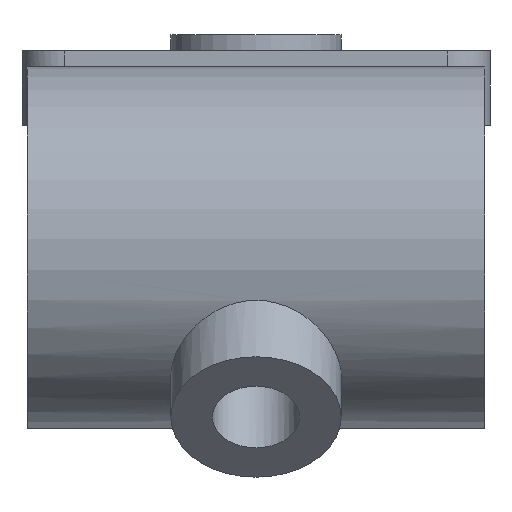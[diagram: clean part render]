
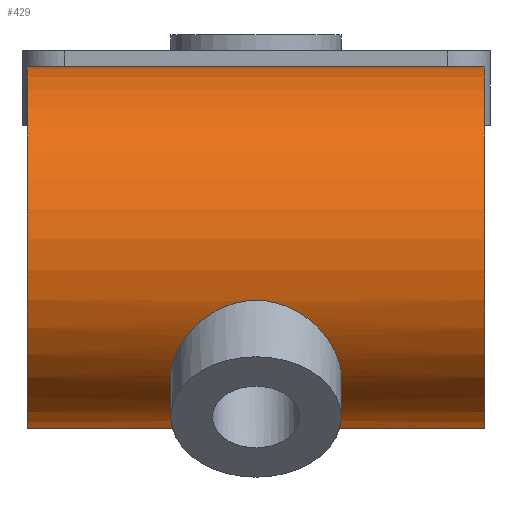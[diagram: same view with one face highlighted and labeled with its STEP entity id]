
A CAD part, left-side view. The second image highlights one B-rep face of the part: STEP entity #429.
In plain terms, the highlighted cylindrical face has radius 34 mm (diameter 68 mm), a partial arc.
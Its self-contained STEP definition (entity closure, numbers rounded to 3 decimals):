
#34=FACE_BOUND('',#84,.T.);
#35=FACE_BOUND('',#85,.T.);
#61=B_SPLINE_CURVE_WITH_KNOTS('',3,(#654,#655,#656,#657,#658,#659,#660,
#661,#662,#663,#664,#665,#666,#667,#668,#669,#670,#671,#672,#673,#674,#675,
#676,#677,#678,#679,#680,#681,#682,#683,#684,#685,#686,#687,#688,#689,#690,
#691,#692,#693,#694,#695,#696,#697,#698,#699,#700,#701,#702,#703,#704,#705,
#706,#707,#708,#709,#710,#711),.UNSPECIFIED.,.T.,.F.,(4,2,2,2,2,2,2,2,2,
2,2,2,2,2,2,2,2,2,2,2,2,2,2,2,2,2,2,2,4),(0.,0.307,0.614,
1.228,1.535,1.841,2.147,2.454,
2.76,3.067,3.373,3.679,4.293,
4.6,4.907,5.214,5.522,6.136,
6.442,6.748,7.055,7.361,7.668,
7.974,8.28,8.587,9.201,9.508,
9.815),.UNSPECIFIED.);
#84=EDGE_LOOP('',(#309));
#85=EDGE_LOOP('',(#310,#311,#312,#313));
#130=LINE('',#648,#155);
#132=LINE('',#715,#157);
#155=VECTOR('',#515,86.);
#157=VECTOR('',#523,86.);
#182=CIRCLE('',#460,34.);
#183=CIRCLE('',#461,34.);
#209=VERTEX_POINT('',#645);
#210=VERTEX_POINT('',#647);
#212=VERTEX_POINT('',#653);
#213=VERTEX_POINT('',#712);
#214=VERTEX_POINT('',#714);
#251=EDGE_CURVE('',#209,#210,#130,.T.);
#254=EDGE_CURVE('',#212,#212,#61,.T.);
#255=EDGE_CURVE('',#213,#209,#182,.T.);
#256=EDGE_CURVE('',#213,#214,#132,.T.);
#257=EDGE_CURVE('',#214,#210,#183,.T.);
#309=ORIENTED_EDGE('',*,*,#254,.T.);
#310=ORIENTED_EDGE('',*,*,#251,.F.);
#311=ORIENTED_EDGE('',*,*,#255,.F.);
#312=ORIENTED_EDGE('',*,*,#256,.T.);
#313=ORIENTED_EDGE('',*,*,#257,.T.);
#416=CYLINDRICAL_SURFACE('',#459,34.);
#429=ADVANCED_FACE('',(#34,#35),#416,.T.);
#459=AXIS2_PLACEMENT_3D('',#652,#519,#520);
#460=AXIS2_PLACEMENT_3D('',#713,#521,#522);
#461=AXIS2_PLACEMENT_3D('',#716,#524,#525);
#515=DIRECTION('',(0.,1.,0.));
#519=DIRECTION('center_axis',(0.,1.,0.));
#520=DIRECTION('ref_axis',(-0.678,0.,-0.735));
#521=DIRECTION('center_axis',(0.,-1.,0.));
#522=DIRECTION('ref_axis',(-0.678,0.,-0.735));
#523=DIRECTION('',(0.,1.,0.));
#524=DIRECTION('center_axis',(0.,-1.,0.));
#525=DIRECTION('ref_axis',(-0.678,0.,-0.735));
#645=CARTESIAN_POINT('',(29.189,0.,17.436));
#647=CARTESIAN_POINT('',(29.189,86.,17.436));
#648=CARTESIAN_POINT('',(29.189,0.,17.436));
#652=CARTESIAN_POINT('Origin',(0.,0.,0.));
#653=CARTESIAN_POINT('',(-9.899,43.,-32.527));
#654=CARTESIAN_POINT('Ctrl Pts',(-9.899,43.,-32.527));
#655=CARTESIAN_POINT('Ctrl Pts',(-9.899,44.023,-32.527));
#656=CARTESIAN_POINT('Ctrl Pts',(-10.008,45.075,-32.494));
#657=CARTESIAN_POINT('Ctrl Pts',(-10.452,47.156,-32.354));
#658=CARTESIAN_POINT('Ctrl Pts',(-10.787,48.185,-32.247));
#659=CARTESIAN_POINT('Ctrl Pts',(-12.078,51.132,-31.796));
#660=CARTESIAN_POINT('Ctrl Pts',(-13.328,52.909,-31.314));
#661=CARTESIAN_POINT('Ctrl Pts',(-15.342,55.014,-30.351));
#662=CARTESIAN_POINT('Ctrl Pts',(-16.082,55.675,-29.97));
#663=CARTESIAN_POINT('Ctrl Pts',(-17.64,56.844,-29.08));
#664=CARTESIAN_POINT('Ctrl Pts',(-18.458,57.353,-28.571));
#665=CARTESIAN_POINT('Ctrl Pts',(-20.106,58.174,-27.437));
#666=CARTESIAN_POINT('Ctrl Pts',(-20.936,58.488,-26.81));
#667=CARTESIAN_POINT('Ctrl Pts',(-22.543,58.901,-25.474));
#668=CARTESIAN_POINT('Ctrl Pts',(-23.319,59.,-24.764));
#669=CARTESIAN_POINT('Ctrl Pts',(-24.764,59.,-23.319));
#670=CARTESIAN_POINT('Ctrl Pts',(-25.474,58.901,-22.543));
#671=CARTESIAN_POINT('Ctrl Pts',(-26.81,58.488,-20.936));
#672=CARTESIAN_POINT('Ctrl Pts',(-27.437,58.174,-20.106));
#673=CARTESIAN_POINT('Ctrl Pts',(-28.571,57.353,-18.458));
#674=CARTESIAN_POINT('Ctrl Pts',(-29.08,56.844,-17.64));
#675=CARTESIAN_POINT('Ctrl Pts',(-29.97,55.675,-16.082));
#676=CARTESIAN_POINT('Ctrl Pts',(-30.351,55.014,-15.342));
#677=CARTESIAN_POINT('Ctrl Pts',(-31.314,52.909,-13.328));
#678=CARTESIAN_POINT('Ctrl Pts',(-31.796,51.132,-12.078));
#679=CARTESIAN_POINT('Ctrl Pts',(-32.247,48.185,-10.787));
#680=CARTESIAN_POINT('Ctrl Pts',(-32.354,47.156,-10.452));
#681=CARTESIAN_POINT('Ctrl Pts',(-32.494,45.075,-10.008));
#682=CARTESIAN_POINT('Ctrl Pts',(-32.527,44.023,-9.899));
#683=CARTESIAN_POINT('Ctrl Pts',(-32.527,41.977,-9.899));
#684=CARTESIAN_POINT('Ctrl Pts',(-32.494,40.925,-10.008));
#685=CARTESIAN_POINT('Ctrl Pts',(-32.354,38.844,-10.452));
#686=CARTESIAN_POINT('Ctrl Pts',(-32.247,37.815,-10.787));
#687=CARTESIAN_POINT('Ctrl Pts',(-31.796,34.868,-12.078));
#688=CARTESIAN_POINT('Ctrl Pts',(-31.314,33.091,-13.328));
#689=CARTESIAN_POINT('Ctrl Pts',(-30.351,30.986,-15.342));
#690=CARTESIAN_POINT('Ctrl Pts',(-29.97,30.325,-16.082));
#691=CARTESIAN_POINT('Ctrl Pts',(-29.08,29.156,-17.64));
#692=CARTESIAN_POINT('Ctrl Pts',(-28.571,28.647,-18.458));
#693=CARTESIAN_POINT('Ctrl Pts',(-27.437,27.826,-20.106));
#694=CARTESIAN_POINT('Ctrl Pts',(-26.81,27.512,-20.936));
#695=CARTESIAN_POINT('Ctrl Pts',(-25.474,27.099,-22.543));
#696=CARTESIAN_POINT('Ctrl Pts',(-24.764,27.,-23.319));
#697=CARTESIAN_POINT('Ctrl Pts',(-23.319,27.,-24.764));
#698=CARTESIAN_POINT('Ctrl Pts',(-22.543,27.099,-25.474));
#699=CARTESIAN_POINT('Ctrl Pts',(-20.936,27.512,-26.81));
#700=CARTESIAN_POINT('Ctrl Pts',(-20.106,27.826,-27.437));
#701=CARTESIAN_POINT('Ctrl Pts',(-18.458,28.647,-28.571));
#702=CARTESIAN_POINT('Ctrl Pts',(-17.64,29.156,-29.08));
#703=CARTESIAN_POINT('Ctrl Pts',(-16.082,30.325,-29.97));
#704=CARTESIAN_POINT('Ctrl Pts',(-15.342,30.986,-30.351));
#705=CARTESIAN_POINT('Ctrl Pts',(-13.328,33.091,-31.314));
#706=CARTESIAN_POINT('Ctrl Pts',(-12.078,34.868,-31.796));
#707=CARTESIAN_POINT('Ctrl Pts',(-10.787,37.815,-32.247));
#708=CARTESIAN_POINT('Ctrl Pts',(-10.452,38.844,-32.354));
#709=CARTESIAN_POINT('Ctrl Pts',(-10.008,40.925,-32.494));
#710=CARTESIAN_POINT('Ctrl Pts',(-9.899,41.977,-32.527));
#711=CARTESIAN_POINT('Ctrl Pts',(-9.899,43.,-32.527));
#712=CARTESIAN_POINT('',(0.,0.,34.));
#713=CARTESIAN_POINT('Origin',(0.,0.,0.));
#714=CARTESIAN_POINT('',(0.,86.,34.));
#715=CARTESIAN_POINT('',(0.,0.,34.));
#716=CARTESIAN_POINT('Origin',(0.,86.,0.));
